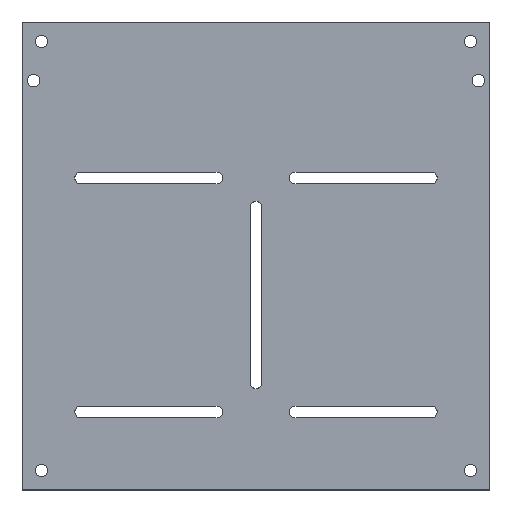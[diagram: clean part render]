
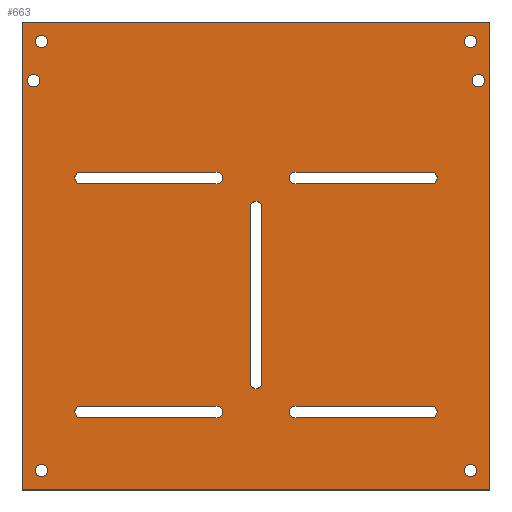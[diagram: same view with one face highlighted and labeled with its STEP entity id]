
A CAD part, top view. The second image highlights one B-rep face of the part: STEP entity #663.
In plain terms, the highlighted planar face has unit normal (0, 0, 1).
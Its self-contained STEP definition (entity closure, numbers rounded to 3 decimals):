
#15=FACE_BOUND('',#148,.T.);
#16=FACE_BOUND('',#149,.T.);
#17=FACE_BOUND('',#150,.T.);
#18=FACE_BOUND('',#151,.T.);
#19=FACE_BOUND('',#152,.T.);
#20=FACE_BOUND('',#153,.T.);
#21=FACE_BOUND('',#154,.T.);
#22=FACE_BOUND('',#155,.T.);
#23=FACE_BOUND('',#156,.T.);
#24=FACE_BOUND('',#157,.T.);
#25=FACE_BOUND('',#158,.T.);
#38=CIRCLE('',#682,1.5);
#40=CIRCLE('',#686,1.5);
#42=CIRCLE('',#690,1.5);
#44=CIRCLE('',#694,1.5);
#45=CIRCLE('',#696,1.55);
#48=CIRCLE('',#701,1.5);
#50=CIRCLE('',#705,1.5);
#51=CIRCLE('',#707,1.55);
#53=CIRCLE('',#710,1.55);
#55=CIRCLE('',#713,1.55);
#57=CIRCLE('',#716,1.6);
#59=CIRCLE('',#719,1.6);
#62=CIRCLE('',#724,1.5);
#64=CIRCLE('',#728,1.5);
#66=CIRCLE('',#732,1.5);
#68=CIRCLE('',#736,1.5);
#115=FACE_OUTER_BOUND('',#147,.T.);
#147=EDGE_LOOP('',(#557,#558,#559,#560));
#148=EDGE_LOOP('',(#561,#562,#563,#564));
#149=EDGE_LOOP('',(#565,#566,#567,#568));
#150=EDGE_LOOP('',(#569));
#151=EDGE_LOOP('',(#570));
#152=EDGE_LOOP('',(#571));
#153=EDGE_LOOP('',(#572));
#154=EDGE_LOOP('',(#573));
#155=EDGE_LOOP('',(#574,#575,#576,#577));
#156=EDGE_LOOP('',(#578));
#157=EDGE_LOOP('',(#579,#580,#581,#582));
#158=EDGE_LOOP('',(#583,#584,#585,#586));
#173=LINE('',#939,#231);
#177=LINE('',#951,#235);
#181=LINE('',#963,#239);
#185=LINE('',#975,#243);
#190=LINE('',#993,#248);
#194=LINE('',#1005,#252);
#203=LINE('',#1047,#261);
#207=LINE('',#1059,#265);
#211=LINE('',#1071,#269);
#215=LINE('',#1083,#273);
#219=LINE('',#1095,#277);
#222=LINE('',#1101,#280);
#225=LINE('',#1107,#283);
#228=LINE('',#1111,#286);
#231=VECTOR('',#749,10.);
#235=VECTOR('',#761,10.);
#239=VECTOR('',#773,10.);
#243=VECTOR('',#785,10.);
#248=VECTOR('',#804,10.);
#252=VECTOR('',#816,10.);
#261=VECTOR('',#863,10.);
#265=VECTOR('',#875,10.);
#269=VECTOR('',#887,10.);
#273=VECTOR('',#899,10.);
#277=VECTOR('',#911,10.);
#280=VECTOR('',#916,10.);
#283=VECTOR('',#921,10.);
#286=VECTOR('',#926,10.);
#289=VERTEX_POINT('',#936);
#290=VERTEX_POINT('',#938);
#292=VERTEX_POINT('',#944);
#294=VERTEX_POINT('',#950);
#297=VERTEX_POINT('',#960);
#298=VERTEX_POINT('',#962);
#300=VERTEX_POINT('',#968);
#302=VERTEX_POINT('',#974);
#303=VERTEX_POINT('',#981);
#307=VERTEX_POINT('',#990);
#308=VERTEX_POINT('',#992);
#310=VERTEX_POINT('',#998);
#312=VERTEX_POINT('',#1004);
#313=VERTEX_POINT('',#1011);
#315=VERTEX_POINT('',#1017);
#317=VERTEX_POINT('',#1023);
#319=VERTEX_POINT('',#1029);
#321=VERTEX_POINT('',#1035);
#325=VERTEX_POINT('',#1044);
#326=VERTEX_POINT('',#1046);
#328=VERTEX_POINT('',#1052);
#330=VERTEX_POINT('',#1058);
#333=VERTEX_POINT('',#1068);
#334=VERTEX_POINT('',#1070);
#336=VERTEX_POINT('',#1076);
#338=VERTEX_POINT('',#1082);
#341=VERTEX_POINT('',#1092);
#342=VERTEX_POINT('',#1094);
#344=VERTEX_POINT('',#1100);
#346=VERTEX_POINT('',#1106);
#349=EDGE_CURVE('',#290,#289,#173,.T.);
#352=EDGE_CURVE('',#292,#290,#38,.T.);
#355=EDGE_CURVE('',#294,#292,#177,.T.);
#358=EDGE_CURVE('',#289,#294,#40,.T.);
#361=EDGE_CURVE('',#298,#297,#181,.T.);
#364=EDGE_CURVE('',#300,#298,#42,.T.);
#367=EDGE_CURVE('',#302,#300,#185,.T.);
#370=EDGE_CURVE('',#297,#302,#44,.T.);
#371=EDGE_CURVE('',#303,#303,#45,.T.);
#376=EDGE_CURVE('',#308,#307,#190,.T.);
#379=EDGE_CURVE('',#310,#308,#48,.T.);
#382=EDGE_CURVE('',#312,#310,#194,.T.);
#385=EDGE_CURVE('',#307,#312,#50,.T.);
#386=EDGE_CURVE('',#313,#313,#51,.T.);
#389=EDGE_CURVE('',#315,#315,#53,.T.);
#392=EDGE_CURVE('',#317,#317,#55,.T.);
#395=EDGE_CURVE('',#319,#319,#57,.T.);
#398=EDGE_CURVE('',#321,#321,#59,.T.);
#403=EDGE_CURVE('',#326,#325,#203,.T.);
#406=EDGE_CURVE('',#328,#326,#62,.T.);
#409=EDGE_CURVE('',#330,#328,#207,.T.);
#412=EDGE_CURVE('',#325,#330,#64,.T.);
#415=EDGE_CURVE('',#334,#333,#211,.T.);
#418=EDGE_CURVE('',#336,#334,#66,.T.);
#421=EDGE_CURVE('',#338,#336,#215,.T.);
#424=EDGE_CURVE('',#333,#338,#68,.T.);
#427=EDGE_CURVE('',#342,#341,#219,.T.);
#430=EDGE_CURVE('',#344,#342,#222,.T.);
#433=EDGE_CURVE('',#346,#344,#225,.T.);
#436=EDGE_CURVE('',#341,#346,#228,.T.);
#557=ORIENTED_EDGE('',*,*,#436,.T.);
#558=ORIENTED_EDGE('',*,*,#433,.T.);
#559=ORIENTED_EDGE('',*,*,#430,.T.);
#560=ORIENTED_EDGE('',*,*,#427,.T.);
#561=ORIENTED_EDGE('',*,*,#424,.T.);
#562=ORIENTED_EDGE('',*,*,#421,.T.);
#563=ORIENTED_EDGE('',*,*,#418,.T.);
#564=ORIENTED_EDGE('',*,*,#415,.T.);
#565=ORIENTED_EDGE('',*,*,#412,.T.);
#566=ORIENTED_EDGE('',*,*,#409,.T.);
#567=ORIENTED_EDGE('',*,*,#406,.T.);
#568=ORIENTED_EDGE('',*,*,#403,.T.);
#569=ORIENTED_EDGE('',*,*,#398,.T.);
#570=ORIENTED_EDGE('',*,*,#395,.T.);
#571=ORIENTED_EDGE('',*,*,#392,.T.);
#572=ORIENTED_EDGE('',*,*,#389,.T.);
#573=ORIENTED_EDGE('',*,*,#386,.T.);
#574=ORIENTED_EDGE('',*,*,#385,.T.);
#575=ORIENTED_EDGE('',*,*,#382,.T.);
#576=ORIENTED_EDGE('',*,*,#379,.T.);
#577=ORIENTED_EDGE('',*,*,#376,.T.);
#578=ORIENTED_EDGE('',*,*,#371,.T.);
#579=ORIENTED_EDGE('',*,*,#370,.T.);
#580=ORIENTED_EDGE('',*,*,#367,.T.);
#581=ORIENTED_EDGE('',*,*,#364,.T.);
#582=ORIENTED_EDGE('',*,*,#361,.T.);
#583=ORIENTED_EDGE('',*,*,#358,.T.);
#584=ORIENTED_EDGE('',*,*,#355,.T.);
#585=ORIENTED_EDGE('',*,*,#352,.T.);
#586=ORIENTED_EDGE('',*,*,#349,.T.);
#631=PLANE('',#741);
#663=ADVANCED_FACE('',(#115,#15,#16,#17,#18,#19,#20,#21,#22,#23,#24,#25),
#631,.T.);
#682=AXIS2_PLACEMENT_3D('',#945,#755,#756);
#686=AXIS2_PLACEMENT_3D('',#955,#767,#768);
#690=AXIS2_PLACEMENT_3D('',#969,#779,#780);
#694=AXIS2_PLACEMENT_3D('',#979,#791,#792);
#696=AXIS2_PLACEMENT_3D('',#982,#795,#796);
#701=AXIS2_PLACEMENT_3D('',#999,#810,#811);
#705=AXIS2_PLACEMENT_3D('',#1009,#822,#823);
#707=AXIS2_PLACEMENT_3D('',#1012,#826,#827);
#710=AXIS2_PLACEMENT_3D('',#1018,#833,#834);
#713=AXIS2_PLACEMENT_3D('',#1024,#840,#841);
#716=AXIS2_PLACEMENT_3D('',#1030,#847,#848);
#719=AXIS2_PLACEMENT_3D('',#1036,#854,#855);
#724=AXIS2_PLACEMENT_3D('',#1053,#869,#870);
#728=AXIS2_PLACEMENT_3D('',#1063,#881,#882);
#732=AXIS2_PLACEMENT_3D('',#1077,#893,#894);
#736=AXIS2_PLACEMENT_3D('',#1087,#905,#906);
#741=AXIS2_PLACEMENT_3D('',#1112,#927,#928);
#749=DIRECTION('',(-1.,0.,0.));
#755=DIRECTION('center_axis',(0.,0.,-1.));
#756=DIRECTION('ref_axis',(0.,-1.,0.));
#761=DIRECTION('',(1.,0.,0.));
#767=DIRECTION('center_axis',(0.,0.,-1.));
#768=DIRECTION('ref_axis',(0.,1.,0.));
#773=DIRECTION('',(1.,0.,0.));
#779=DIRECTION('center_axis',(0.,0.,-1.));
#780=DIRECTION('ref_axis',(0.,1.,0.));
#785=DIRECTION('',(-1.,0.,0.));
#791=DIRECTION('center_axis',(0.,0.,-1.));
#792=DIRECTION('ref_axis',(0.,-1.,0.));
#795=DIRECTION('center_axis',(0.,0.,-1.));
#796=DIRECTION('ref_axis',(1.,0.,0.));
#804=DIRECTION('',(-1.,0.,0.));
#810=DIRECTION('center_axis',(0.,0.,-1.));
#811=DIRECTION('ref_axis',(0.,-1.,0.));
#816=DIRECTION('',(1.,0.,0.));
#822=DIRECTION('center_axis',(0.,0.,-1.));
#823=DIRECTION('ref_axis',(0.,1.,0.));
#826=DIRECTION('center_axis',(0.,0.,-1.));
#827=DIRECTION('ref_axis',(1.,0.,0.));
#833=DIRECTION('center_axis',(0.,0.,-1.));
#834=DIRECTION('ref_axis',(1.,0.,0.));
#840=DIRECTION('center_axis',(0.,0.,-1.));
#841=DIRECTION('ref_axis',(1.,0.,0.));
#847=DIRECTION('center_axis',(0.,0.,-1.));
#848=DIRECTION('ref_axis',(1.,0.,0.));
#854=DIRECTION('center_axis',(0.,0.,-1.));
#855=DIRECTION('ref_axis',(1.,0.,0.));
#863=DIRECTION('',(0.,1.,0.));
#869=DIRECTION('center_axis',(0.,0.,-1.));
#870=DIRECTION('ref_axis',(-1.,0.,0.));
#875=DIRECTION('',(0.,-1.,0.));
#881=DIRECTION('center_axis',(0.,0.,-1.));
#882=DIRECTION('ref_axis',(1.,0.,0.));
#887=DIRECTION('',(-1.,0.,0.));
#893=DIRECTION('center_axis',(0.,0.,-1.));
#894=DIRECTION('ref_axis',(0.,-1.,0.));
#899=DIRECTION('',(1.,0.,0.));
#905=DIRECTION('center_axis',(0.,0.,-1.));
#906=DIRECTION('ref_axis',(0.,1.,0.));
#911=DIRECTION('',(-1.,0.,0.));
#916=DIRECTION('',(0.,1.,0.));
#921=DIRECTION('',(1.,0.,0.));
#926=DIRECTION('',(0.,-1.,0.));
#927=DIRECTION('center_axis',(0.,0.,1.));
#928=DIRECTION('ref_axis',(1.,0.,0.));
#936=CARTESIAN_POINT('',(15.,18.5,3.));
#938=CARTESIAN_POINT('',(50.,18.5,3.));
#939=CARTESIAN_POINT('',(50.,18.5,3.));
#944=CARTESIAN_POINT('',(50.,21.5,3.));
#945=CARTESIAN_POINT('Origin',(50.,20.,3.));
#950=CARTESIAN_POINT('',(15.,21.5,3.));
#951=CARTESIAN_POINT('',(15.,21.5,3.));
#955=CARTESIAN_POINT('Origin',(15.,20.,3.));
#960=CARTESIAN_POINT('',(105.,81.5,3.));
#962=CARTESIAN_POINT('',(70.,81.5,3.));
#963=CARTESIAN_POINT('',(70.,81.5,3.));
#968=CARTESIAN_POINT('',(70.,78.5,3.));
#969=CARTESIAN_POINT('Origin',(70.,80.,3.));
#974=CARTESIAN_POINT('',(105.,78.5,3.));
#975=CARTESIAN_POINT('',(105.,78.5,3.));
#979=CARTESIAN_POINT('Origin',(105.,80.,3.));
#981=CARTESIAN_POINT('',(113.45,115.,3.));
#982=CARTESIAN_POINT('Origin',(115.,115.,3.));
#990=CARTESIAN_POINT('',(70.,18.5,3.));
#992=CARTESIAN_POINT('',(105.,18.5,3.));
#993=CARTESIAN_POINT('',(70.,18.5,3.));
#998=CARTESIAN_POINT('',(105.,21.5,3.));
#999=CARTESIAN_POINT('Origin',(105.,20.,3.));
#1004=CARTESIAN_POINT('',(70.,21.5,3.));
#1005=CARTESIAN_POINT('',(105.,21.5,3.));
#1009=CARTESIAN_POINT('Origin',(70.,20.,3.));
#1011=CARTESIAN_POINT('',(3.45,5.,3.));
#1012=CARTESIAN_POINT('Origin',(5.,5.,3.));
#1017=CARTESIAN_POINT('',(3.45,115.,3.));
#1018=CARTESIAN_POINT('Origin',(5.,115.,3.));
#1023=CARTESIAN_POINT('',(113.45,5.,3.));
#1024=CARTESIAN_POINT('Origin',(115.,5.,3.));
#1029=CARTESIAN_POINT('',(1.4,104.95,3.));
#1030=CARTESIAN_POINT('Origin',(3.,104.95,3.));
#1035=CARTESIAN_POINT('',(115.4,104.95,3.));
#1036=CARTESIAN_POINT('Origin',(117.,104.95,3.));
#1044=CARTESIAN_POINT('',(58.5,72.5,3.));
#1046=CARTESIAN_POINT('',(58.5,27.5,3.));
#1047=CARTESIAN_POINT('',(58.5,72.5,3.));
#1052=CARTESIAN_POINT('',(61.5,27.5,3.));
#1053=CARTESIAN_POINT('Origin',(60.,27.5,3.));
#1058=CARTESIAN_POINT('',(61.5,72.5,3.));
#1059=CARTESIAN_POINT('',(61.5,27.5,3.));
#1063=CARTESIAN_POINT('Origin',(60.,72.5,3.));
#1068=CARTESIAN_POINT('',(15.,78.5,3.));
#1070=CARTESIAN_POINT('',(50.,78.5,3.));
#1071=CARTESIAN_POINT('',(15.,78.5,3.));
#1076=CARTESIAN_POINT('',(50.,81.5,3.));
#1077=CARTESIAN_POINT('Origin',(50.,80.,3.));
#1082=CARTESIAN_POINT('',(15.,81.5,3.));
#1083=CARTESIAN_POINT('',(50.,81.5,3.));
#1087=CARTESIAN_POINT('Origin',(15.,80.,3.));
#1092=CARTESIAN_POINT('',(0.,120.,3.));
#1094=CARTESIAN_POINT('',(120.,120.,3.));
#1095=CARTESIAN_POINT('',(120.,120.,3.));
#1100=CARTESIAN_POINT('',(120.,0.,3.));
#1101=CARTESIAN_POINT('',(120.,0.,3.));
#1106=CARTESIAN_POINT('',(0.,0.,3.));
#1107=CARTESIAN_POINT('',(0.,0.,3.));
#1111=CARTESIAN_POINT('',(0.,120.,3.));
#1112=CARTESIAN_POINT('Origin',(60.,60.,3.));
